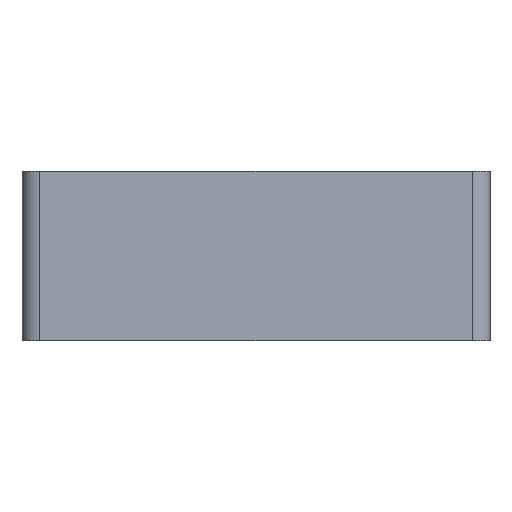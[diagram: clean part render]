
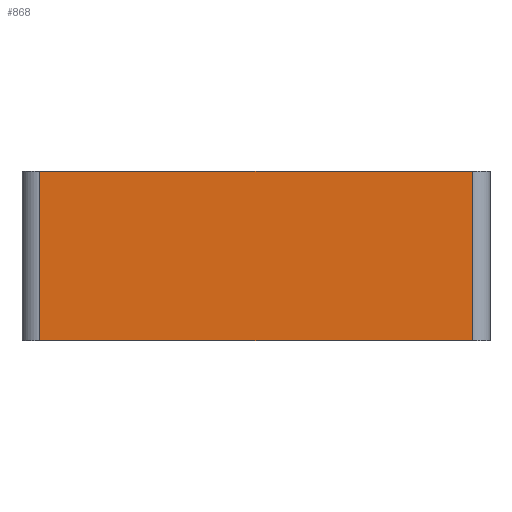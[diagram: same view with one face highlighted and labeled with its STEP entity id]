
A CAD part, front view. The second image highlights one B-rep face of the part: STEP entity #868.
In plain terms, the highlighted planar face has unit normal (0, -1, 0).
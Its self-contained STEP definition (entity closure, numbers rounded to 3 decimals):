
#118=FACE_OUTER_BOUND('',#166,.T.);
#166=EDGE_LOOP('',(#769,#770,#771,#772));
#219=LINE('',#1380,#305);
#252=LINE('',#1473,#338);
#255=LINE('',#1481,#341);
#256=LINE('',#1483,#342);
#305=VECTOR('',#1110,10.);
#338=VECTOR('',#1199,10.);
#341=VECTOR('',#1208,10.);
#342=VECTOR('',#1211,10.);
#397=VERTEX_POINT('',#1377);
#398=VERTEX_POINT('',#1379);
#421=VERTEX_POINT('',#1470);
#422=VERTEX_POINT('',#1472);
#496=EDGE_CURVE('',#398,#397,#219,.T.);
#542=EDGE_CURVE('',#421,#422,#252,.T.);
#547=EDGE_CURVE('',#398,#421,#255,.T.);
#548=EDGE_CURVE('',#422,#397,#256,.T.);
#769=ORIENTED_EDGE('',*,*,#547,.F.);
#770=ORIENTED_EDGE('',*,*,#496,.T.);
#771=ORIENTED_EDGE('',*,*,#548,.F.);
#772=ORIENTED_EDGE('',*,*,#542,.F.);
#824=PLANE('',#965);
#868=ADVANCED_FACE('',(#118),#824,.T.);
#965=AXIS2_PLACEMENT_3D('',#1482,#1209,#1210);
#1110=DIRECTION('',(1.,0.,0.));
#1199=DIRECTION('',(1.,0.,0.));
#1208=DIRECTION('',(0.,0.,1.));
#1209=DIRECTION('center_axis',(0.,-1.,0.));
#1210=DIRECTION('ref_axis',(0.,0.,-1.));
#1211=DIRECTION('',(0.,0.,-1.));
#1377=CARTESIAN_POINT('',(3.7,-3.5,1.1));
#1379=CARTESIAN_POINT('',(-3.7,-3.5,1.1));
#1380=CARTESIAN_POINT('',(0.,-3.5,1.1));
#1470=CARTESIAN_POINT('',(-3.7,-3.5,4.));
#1472=CARTESIAN_POINT('',(3.7,-3.5,4.));
#1473=CARTESIAN_POINT('',(-4.5,-3.5,4.));
#1481=CARTESIAN_POINT('',(-3.7,-3.5,2.25));
#1482=CARTESIAN_POINT('Origin',(0.,-3.5,1.5));
#1483=CARTESIAN_POINT('',(3.7,-3.5,0.75));
